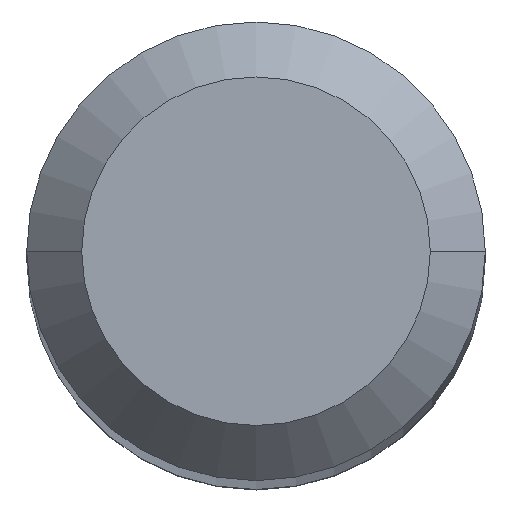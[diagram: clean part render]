
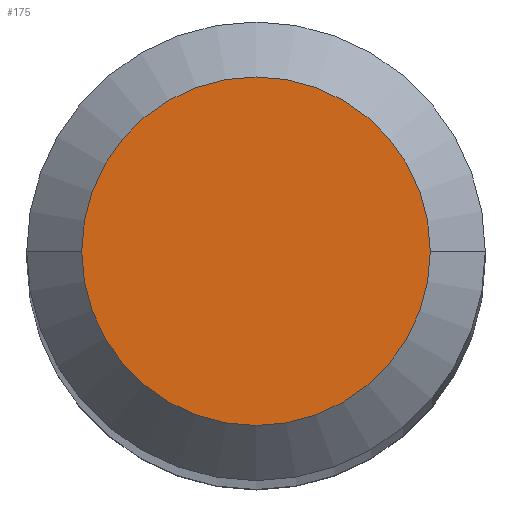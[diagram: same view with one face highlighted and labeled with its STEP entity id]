
A CAD part, top view. The second image highlights one B-rep face of the part: STEP entity #175.
In plain terms, the highlighted planar face has unit normal (0, 0, 1).
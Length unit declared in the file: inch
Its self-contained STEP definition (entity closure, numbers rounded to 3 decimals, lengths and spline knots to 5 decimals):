
#32 = CARTESIAN_POINT ( 'NONE',  ( -0.0475, 0., 1.5 ) ) ;
#42 = EDGE_CURVE ( 'NONE', #46, #297, #311, .T. ) ;
#46 = VERTEX_POINT ( 'NONE', #299 ) ;
#84 = CARTESIAN_POINT ( 'NONE',  ( 0., 0., 1.5 ) ) ;
#85 = PLANE ( 'NONE',  #176 ) ;
#97 = DIRECTION ( 'NONE',  ( 0., 0., 1. ) ) ;
#122 = FACE_OUTER_BOUND ( 'NONE', #290, .T. ) ;
#145 = AXIS2_PLACEMENT_3D ( 'NONE', #84, #228, #209 ) ;
#175 = ADVANCED_FACE ( 'NONE', ( #122 ), #85, .T. ) ;
#176 = AXIS2_PLACEMENT_3D ( 'NONE', #181, #308, #337 ) ;
#181 = CARTESIAN_POINT ( 'NONE',  ( 0., 0., 1.5 ) ) ;
#189 = CIRCLE ( 'NONE', #384, 0.0475 ) ;
#192 = CARTESIAN_POINT ( 'NONE',  ( 0., 0., 1.5 ) ) ;
#198 = ORIENTED_EDGE ( 'NONE', *, *, #42, .T. ) ;
#206 = ORIENTED_EDGE ( 'NONE', *, *, #236, .T. ) ;
#209 = DIRECTION ( 'NONE',  ( 1., 0., 0. ) ) ;
#228 = DIRECTION ( 'NONE',  ( 0., 0., 1. ) ) ;
#236 = EDGE_CURVE ( 'NONE', #297, #46, #189, .T. ) ;
#290 = EDGE_LOOP ( 'NONE', ( #206, #198 ) ) ;
#297 = VERTEX_POINT ( 'NONE', #32 ) ;
#299 = CARTESIAN_POINT ( 'NONE',  ( 0.0475, 0., 1.5 ) ) ;
#308 = DIRECTION ( 'NONE',  ( 0., 0., 1. ) ) ;
#311 = CIRCLE ( 'NONE', #145, 0.0475 ) ;
#314 = DIRECTION ( 'NONE',  ( 1., 0., 0. ) ) ;
#337 = DIRECTION ( 'NONE',  ( 1., 0., 0. ) ) ;
#384 = AXIS2_PLACEMENT_3D ( 'NONE', #192, #97, #314 ) ;
